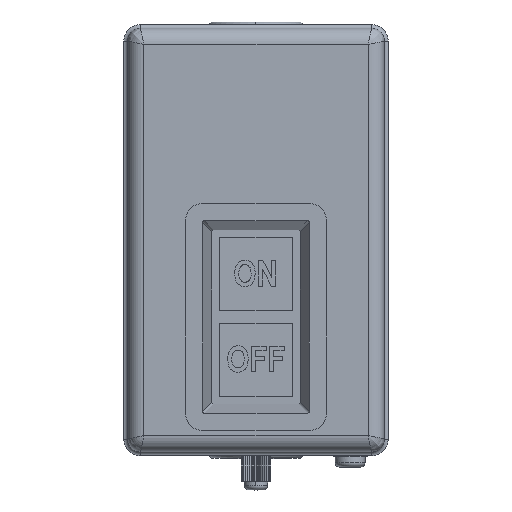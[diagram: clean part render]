
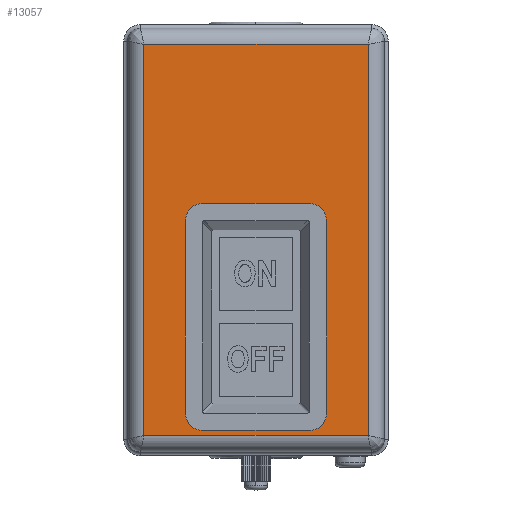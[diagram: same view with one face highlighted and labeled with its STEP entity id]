
A CAD part, top view. The second image highlights one B-rep face of the part: STEP entity #13057.
In plain terms, the highlighted planar face has unit normal (0, 0, 1).
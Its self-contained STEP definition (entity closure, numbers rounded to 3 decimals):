
#115 = CARTESIAN_POINT ( 'NONE',  ( 16.5, 4.5, 53.5 ) ) ;
#363 = CARTESIAN_POINT ( 'NONE',  ( 26.2, 46.5, 53.5 ) ) ;
#420 = CARTESIAN_POINT ( 'NONE',  ( -27., 45.7, 53.5 ) ) ;
#781 = AXIS2_PLACEMENT_3D ( 'NONE', #16178, #7371, #17686 ) ;
#786 = EDGE_CURVE ( 'NONE', #3935, #14237, #4907, .T. ) ;
#970 = CARTESIAN_POINT ( 'NONE',  ( 26.2, 45.7, 53.5 ) ) ;
#1743 = LINE ( 'NONE', #4538, #15996 ) ;
#2056 = VERTEX_POINT ( 'NONE', #115 ) ;
#2274 = ORIENTED_EDGE ( 'NONE', *, *, #12599, .F. ) ;
#2449 = EDGE_LOOP ( 'NONE', ( #2274, #6678, #8593, #18281, #12290, #13190, #7135, #15832 ) ) ;
#2650 = DIRECTION ( 'NONE',  ( 0., 0., 1. ) ) ;
#2775 = CIRCLE ( 'NONE', #7696, 4. ) ;
#2956 = CIRCLE ( 'NONE', #7665, 4. ) ;
#3110 = EDGE_CURVE ( 'NONE', #2056, #14649, #19119, .T. ) ;
#3188 = CARTESIAN_POINT ( 'NONE',  ( 12.5, -44.5, 53.5 ) ) ;
#3412 = FACE_BOUND ( 'NONE', #2449, .T. ) ;
#3607 = EDGE_CURVE ( 'NONE', #19000, #6553, #18632, .T. ) ;
#3935 = VERTEX_POINT ( 'NONE', #970 ) ;
#4086 = EDGE_CURVE ( 'NONE', #6553, #3935, #12363, .T. ) ;
#4251 = DIRECTION ( 'NONE',  ( 0., 1., 0. ) ) ;
#4538 = CARTESIAN_POINT ( 'NONE',  ( -26.2, -46.5, 53.5 ) ) ;
#4581 = EDGE_CURVE ( 'NONE', #14649, #17977, #7979, .T. ) ;
#4749 = CARTESIAN_POINT ( 'NONE',  ( -26.2, -45.7, 53.5 ) ) ;
#4907 = LINE ( 'NONE', #420, #12237 ) ;
#5134 = CARTESIAN_POINT ( 'NONE',  ( -16.5, 4.5, 53.5 ) ) ;
#5249 = CARTESIAN_POINT ( 'NONE',  ( 12.5, 8.5, 53.5 ) ) ;
#6056 = EDGE_CURVE ( 'NONE', #14237, #19000, #1743, .T. ) ;
#6492 = DIRECTION ( 'NONE',  ( 1., 0., 0. ) ) ;
#6553 = VERTEX_POINT ( 'NONE', #18047 ) ;
#6599 = PLANE ( 'NONE',  #17160 ) ;
#6652 = ORIENTED_EDGE ( 'NONE', *, *, #6056, .T. ) ;
#6657 = CARTESIAN_POINT ( 'NONE',  ( -27., 46.5, 53.5 ) ) ;
#6678 = ORIENTED_EDGE ( 'NONE', *, *, #9464, .F. ) ;
#7021 = EDGE_CURVE ( 'NONE', #17977, #14588, #12513, .T. ) ;
#7135 = ORIENTED_EDGE ( 'NONE', *, *, #14443, .F. ) ;
#7169 = CARTESIAN_POINT ( 'NONE',  ( -26.2, 45.7, 53.5 ) ) ;
#7371 = DIRECTION ( 'NONE',  ( 0., 0., 1. ) ) ;
#7531 = VECTOR ( 'NONE', #13064, 1000. ) ;
#7665 = AXIS2_PLACEMENT_3D ( 'NONE', #16914, #8082, #18413 ) ;
#7696 = AXIS2_PLACEMENT_3D ( 'NONE', #16516, #7708, #18043 ) ;
#7708 = DIRECTION ( 'NONE',  ( 0., 0., 1. ) ) ;
#7979 = LINE ( 'NONE', #11584, #7531 ) ;
#8082 = DIRECTION ( 'NONE',  ( 0., 0., 1. ) ) ;
#8118 = DIRECTION ( 'NONE',  ( 1., 0., 0. ) ) ;
#8520 = VECTOR ( 'NONE', #13348, 1000. ) ;
#8593 = ORIENTED_EDGE ( 'NONE', *, *, #7021, .F. ) ;
#8893 = CARTESIAN_POINT ( 'NONE',  ( -16.5, 46.5, 53.5 ) ) ;
#8943 = EDGE_LOOP ( 'NONE', ( #6652, #17145, #11623, #11873 ) ) ;
#8997 = LINE ( 'NONE', #8893, #8520 ) ;
#9464 = EDGE_CURVE ( 'NONE', #14588, #13238, #8997, .T. ) ;
#9545 = CARTESIAN_POINT ( 'NONE',  ( 16.5, -40.5, 53.5 ) ) ;
#10651 = DIRECTION ( 'NONE',  ( 0., 1., 0. ) ) ;
#11203 = FACE_OUTER_BOUND ( 'NONE', #8943, .T. ) ;
#11419 = VECTOR ( 'NONE', #10651, 1000. ) ;
#11451 = CARTESIAN_POINT ( 'NONE',  ( 12.5, 4.5, 53.5 ) ) ;
#11584 = CARTESIAN_POINT ( 'NONE',  ( -27., 8.5, 53.5 ) ) ;
#11623 = ORIENTED_EDGE ( 'NONE', *, *, #4086, .T. ) ;
#11625 = LINE ( 'NONE', #12133, #12105 ) ;
#11873 = ORIENTED_EDGE ( 'NONE', *, *, #786, .T. ) ;
#11938 = VERTEX_POINT ( 'NONE', #15004 ) ;
#12105 = VECTOR ( 'NONE', #6492, 1000. ) ;
#12133 = CARTESIAN_POINT ( 'NONE',  ( -12.5, -44.5, 53.5 ) ) ;
#12237 = VECTOR ( 'NONE', #18102, 1000. ) ;
#12290 = ORIENTED_EDGE ( 'NONE', *, *, #3110, .F. ) ;
#12363 = LINE ( 'NONE', #363, #11419 ) ;
#12513 = CIRCLE ( 'NONE', #781, 4. ) ;
#12599 = EDGE_CURVE ( 'NONE', #13238, #11938, #2956, .T. ) ;
#12628 = AXIS2_PLACEMENT_3D ( 'NONE', #11451, #2650, #12934 ) ;
#12934 = DIRECTION ( 'NONE',  ( 1., 0., 0. ) ) ;
#13057 = ADVANCED_FACE ( 'NONE', ( #3412, #11203 ), #6599, .T. ) ;
#13064 = DIRECTION ( 'NONE',  ( -1., 0., 0. ) ) ;
#13190 = ORIENTED_EDGE ( 'NONE', *, *, #15938, .F. ) ;
#13238 = VERTEX_POINT ( 'NONE', #15950 ) ;
#13348 = DIRECTION ( 'NONE',  ( 0., -1., 0. ) ) ;
#13986 = EDGE_CURVE ( 'NONE', #11938, #18968, #11625, .T. ) ;
#14237 = VERTEX_POINT ( 'NONE', #7169 ) ;
#14371 = CARTESIAN_POINT ( 'NONE',  ( 27., -45.7, 53.5 ) ) ;
#14443 = EDGE_CURVE ( 'NONE', #18968, #17657, #2775, .T. ) ;
#14588 = VERTEX_POINT ( 'NONE', #5134 ) ;
#14649 = VERTEX_POINT ( 'NONE', #5249 ) ;
#15004 = CARTESIAN_POINT ( 'NONE',  ( -12.5, -44.5, 53.5 ) ) ;
#15832 = ORIENTED_EDGE ( 'NONE', *, *, #13986, .F. ) ;
#15855 = VECTOR ( 'NONE', #4251, 1000. ) ;
#15938 = EDGE_CURVE ( 'NONE', #17657, #2056, #17265, .T. ) ;
#15950 = CARTESIAN_POINT ( 'NONE',  ( -16.5, -40.5, 53.5 ) ) ;
#15996 = VECTOR ( 'NONE', #17811, 1000. ) ;
#16008 = CARTESIAN_POINT ( 'NONE',  ( 16.5, 46.5, 53.5 ) ) ;
#16178 = CARTESIAN_POINT ( 'NONE',  ( -12.5, 4.5, 53.5 ) ) ;
#16516 = CARTESIAN_POINT ( 'NONE',  ( 12.5, -40.5, 53.5 ) ) ;
#16872 = CARTESIAN_POINT ( 'NONE',  ( -12.5, 8.5, 53.5 ) ) ;
#16914 = CARTESIAN_POINT ( 'NONE',  ( -12.5, -40.5, 53.5 ) ) ;
#16951 = DIRECTION ( 'NONE',  ( 0., 0., 1. ) ) ;
#17145 = ORIENTED_EDGE ( 'NONE', *, *, #3607, .T. ) ;
#17160 = AXIS2_PLACEMENT_3D ( 'NONE', #6657, #16951, #8118 ) ;
#17265 = LINE ( 'NONE', #16008, #15855 ) ;
#17657 = VERTEX_POINT ( 'NONE', #9545 ) ;
#17686 = DIRECTION ( 'NONE',  ( 1., 0., 0. ) ) ;
#17811 = DIRECTION ( 'NONE',  ( 0., -1., 0. ) ) ;
#17977 = VERTEX_POINT ( 'NONE', #16872 ) ;
#18043 = DIRECTION ( 'NONE',  ( 1., 0., 0. ) ) ;
#18047 = CARTESIAN_POINT ( 'NONE',  ( 26.2, -45.7, 53.5 ) ) ;
#18102 = DIRECTION ( 'NONE',  ( -1., 0., 0. ) ) ;
#18187 = VECTOR ( 'NONE', #18862, 1000. ) ;
#18281 = ORIENTED_EDGE ( 'NONE', *, *, #4581, .F. ) ;
#18413 = DIRECTION ( 'NONE',  ( 1., 0., 0. ) ) ;
#18632 = LINE ( 'NONE', #14371, #18187 ) ;
#18862 = DIRECTION ( 'NONE',  ( 1., 0., 0. ) ) ;
#18968 = VERTEX_POINT ( 'NONE', #3188 ) ;
#19000 = VERTEX_POINT ( 'NONE', #4749 ) ;
#19119 = CIRCLE ( 'NONE', #12628, 4. ) ;
